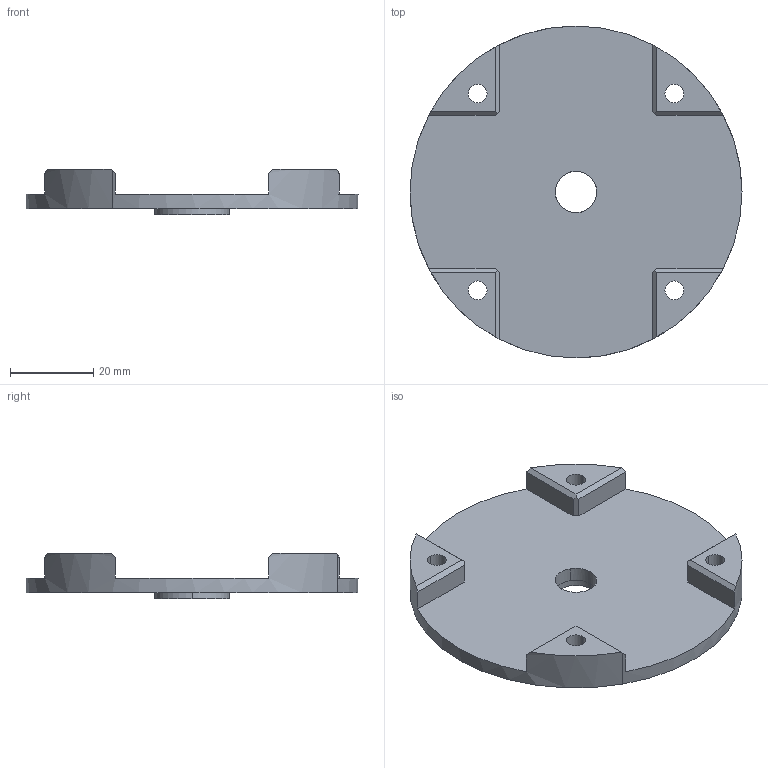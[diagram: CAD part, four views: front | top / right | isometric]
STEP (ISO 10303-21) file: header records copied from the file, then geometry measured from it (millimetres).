
FILE_DESCRIPTION(('CATIA V5 STEP Exchange'),'2;1');
FILE_NAME('Bride_A.stp','2023-11-28T19:49:59+00:00',('none'),('none'),'CATIA Version 5 Release 19 GA (IN-10)','CATIA V5 STEP AP203','none');
FILE_SCHEMA(('CONFIG_CONTROL_DESIGN'));
Length unit declared in the file: millimetre
Products named in the file (1): Bride
Bounding box: 80 x 80 x 11 mm (x, y, z)
Volume: 21065 mm3; surface area: 12728.9 mm2
Topology: 1 solids, 1 shells, 43 faces, 120 edges, 80 vertices
Faces by surface type: plane 27, cylinder 16
Entity records: 1338 total; most frequent: CARTESIAN_POINT 272, ORIENTED_EDGE 240, DIRECTION 153, EDGE_CURVE 120, VERTEX_POINT 80, AXIS2_PLACEMENT_3D 67, VECTOR 59, LINE 59
